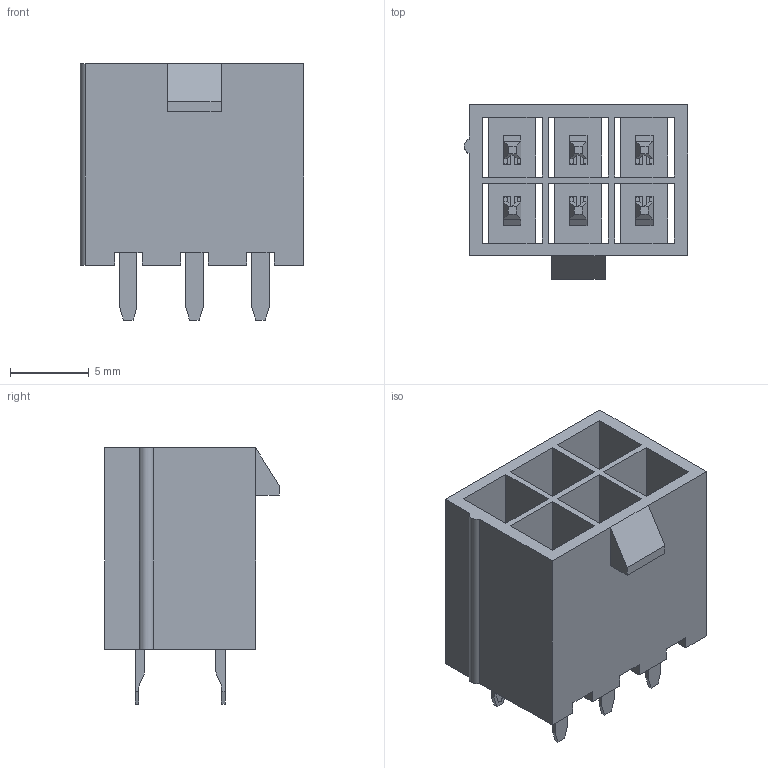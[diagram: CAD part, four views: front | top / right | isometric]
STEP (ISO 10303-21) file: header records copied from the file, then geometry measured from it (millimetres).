
FILE_DESCRIPTION( ( 'Unknown' ), '1' );
FILE_NAME( '64900621122.stp', 'Unknown', ( 'Unknown' ), ( 'Unknown' ), 'PSStep 14.0', 'Unknown', ' ' );
FILE_SCHEMA( ( 'AUTOMOTIVE_DESIGN { 1 0 10303 214 1 1 1 1 }' ) );
Length unit declared in the file: millimetre
Products named in the file (3): Assem1; 6490xx21122_PIN; 64900621122
Assembly tree (7 placements, depth 2):
  Assem1
    6490xx21122_PIN  x6
    64900621122
Bounding box: 14.2 x 11.1 x 16.3 mm (x, y, z)
Volume: 818.8 mm3; surface area: 2569.7 mm2
Topology: 7 solids, 7 shells, 619 faces, 1819 edges, 1196 vertices
Faces by surface type: plane 450, cylinder 169
Entity records: 9759 total; most frequent: ORIENTED_EDGE 1418, CARTESIAN_POINT 1412, DIRECTION 1241, EDGE_CURVE 709, LINE 651, VECTOR 651, VERTEX_POINT 466, AXIS2_PLACEMENT_3D 295
